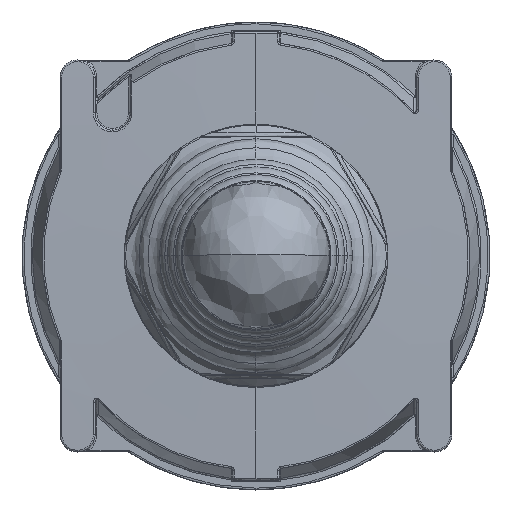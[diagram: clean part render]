
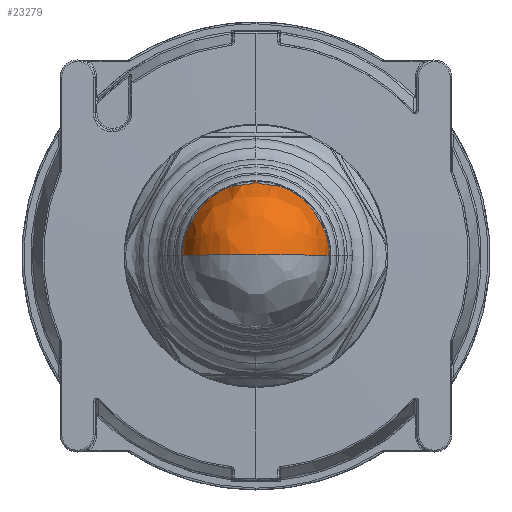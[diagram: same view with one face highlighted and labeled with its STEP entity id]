
A CAD part, top view. The second image highlights one B-rep face of the part: STEP entity #23279.
In plain terms, the highlighted free-form (B-spline) face has degree [3, 3] with [4, 4] control points.
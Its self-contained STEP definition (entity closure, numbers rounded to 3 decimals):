
#557 = CARTESIAN_POINT ( 'NONE',  ( 0., 0., 68.057 ) ) ;
#760 = CIRCLE ( 'NONE', #37487, 12.5 ) ;
#2519 = EDGE_LOOP ( 'NONE', ( #30706, #61975, #55307, #15496, #33694 ) ) ;
#3071 = CARTESIAN_POINT ( 'NONE',  ( 10., 0., 68.057 ) ) ;
#3498 = DIRECTION ( 'NONE',  ( 0., -1., 0. ) ) ;
#3540 = CARTESIAN_POINT ( 'NONE',  ( 12.5, 0., 75.557 ) ) ;
#4407 = DIRECTION ( 'NONE',  ( 1., 0., 0. ) ) ;
#4722 = CIRCLE ( 'NONE', #63480, 12.5 ) ;
#5474 = EDGE_CURVE ( 'NONE', #10251, #50226, #63517, .T. ) ;
#5612 = DIRECTION ( 'NONE',  ( 0., 1., 0. ) ) ;
#6041 = CARTESIAN_POINT ( 'NONE',  ( -10., 0., 68.057 ) ) ;
#8751 = CARTESIAN_POINT ( 'NONE',  ( 0., 0., 75.557 ) ) ;
#10251 = VERTEX_POINT ( 'NONE', #3071 ) ;
#11542 = CARTESIAN_POINT ( 'NONE',  ( -12.5, 0., 75.557 ) ) ;
#13630 = DIRECTION ( 'NONE',  ( 0., 1., 0. ) ) ;
#14273 = CARTESIAN_POINT ( 'NONE',  ( 0., 0., 75.557 ) ) ;
#15496 = ORIENTED_EDGE ( 'NONE', *, *, #29562, .T. ) ;
#15825 = CARTESIAN_POINT ( 'NONE',  ( 12.5, 0., 75.557 ) ) ;
#16472 = CARTESIAN_POINT ( 'NONE',  ( 12.5, 50., 50.557 ) ) ;
#18002 = CARTESIAN_POINT ( 'NONE',  ( 0., 10., 68.057 ) ) ;
#23279 = ADVANCED_FACE ( 'NONE', ( #51655 ), #64967, .T. ) ;
#26001 = CARTESIAN_POINT ( 'NONE',  ( 12.5, 0., 50.557 ) ) ;
#26327 = CARTESIAN_POINT ( 'NONE',  ( -12.5, 50., 50.557 ) ) ;
#27672 = DIRECTION ( 'NONE',  ( 0., 0., 1. ) ) ;
#27838 = EDGE_CURVE ( 'NONE', #44311, #31302, #4722, .T. ) ;
#29562 = EDGE_CURVE ( 'NONE', #50226, #48402, #53109, .T. ) ;
#29940 = CARTESIAN_POINT ( 'NONE',  ( 0., 0., 75.557 ) ) ;
#30596 = CARTESIAN_POINT ( 'NONE',  ( 12.5, 0., 75.557 ) ) ;
#30706 = ORIENTED_EDGE ( 'NONE', *, *, #27838, .F. ) ;
#31302 = VERTEX_POINT ( 'NONE', #54989 ) ;
#33694 = ORIENTED_EDGE ( 'NONE', *, *, #33880, .T. ) ;
#33880 = EDGE_CURVE ( 'NONE', #48402, #31302, #38305, .T. ) ;
#35857 = CARTESIAN_POINT ( 'NONE',  ( -12.5, 0., 75.557 ) ) ;
#36187 = CARTESIAN_POINT ( 'NONE',  ( 12.5, 50., 100.557 ) ) ;
#36521 = CARTESIAN_POINT ( 'NONE',  ( -12.5, 50., 100.557 ) ) ;
#37384 = AXIS2_PLACEMENT_3D ( 'NONE', #61854, #27672, #41502 ) ;
#37487 = AXIS2_PLACEMENT_3D ( 'NONE', #14273, #13630, #4407 ) ;
#38305 = CIRCLE ( 'NONE', #61353, 12.5 ) ;
#39451 = EDGE_CURVE ( 'NONE', #44311, #10251, #760, .T. ) ;
#41120 = CARTESIAN_POINT ( 'NONE',  ( -12.5, 0., 50.557 ) ) ;
#41502 = DIRECTION ( 'NONE',  ( 0., -1., 0. ) ) ;
#44311 = VERTEX_POINT ( 'NONE', #3540 ) ;
#45905 = DIRECTION ( 'NONE',  ( 0., 0., 1. ) ) ;
#46707 = CARTESIAN_POINT ( 'NONE',  ( 12.5, 0., 75.557 ) ) ;
#48402 = VERTEX_POINT ( 'NONE', #6041 ) ;
#50226 = VERTEX_POINT ( 'NONE', #18002 ) ;
#51003 = CARTESIAN_POINT ( 'NONE',  ( 12.5, 0., 100.557 ) ) ;
#51655 = FACE_OUTER_BOUND ( 'NONE', #2519, .T. ) ;
#53109 = CIRCLE ( 'NONE', #37384, 10. ) ;
#54989 = CARTESIAN_POINT ( 'NONE',  ( -12.5, 0., 75.557 ) ) ;
#55307 = ORIENTED_EDGE ( 'NONE', *, *, #5474, .T. ) ;
#55769 = DIRECTION ( 'NONE',  ( 0., -1., 0. ) ) ;
#55915 = CARTESIAN_POINT ( 'NONE',  ( -12.5, 0., 75.557 ) ) ;
#56576 = CARTESIAN_POINT ( 'NONE',  ( -12.5, 0., 75.557 ) ) ;
#60169 = DIRECTION ( 'NONE',  ( 1., 0., 0. ) ) ;
#60509 = CARTESIAN_POINT ( 'NONE',  ( 12.5, 0., 75.557 ) ) ;
#61145 = CARTESIAN_POINT ( 'NONE',  ( -12.5, 0., 100.557 ) ) ;
#61353 = AXIS2_PLACEMENT_3D ( 'NONE', #29940, #5612, #60169 ) ;
#61419 = AXIS2_PLACEMENT_3D ( 'NONE', #557, #45905, #55769 ) ;
#61854 = CARTESIAN_POINT ( 'NONE',  ( 0., 0., 68.057 ) ) ;
#61975 = ORIENTED_EDGE ( 'NONE', *, *, #39451, .T. ) ;
#63480 = AXIS2_PLACEMENT_3D ( 'NONE', #8751, #3498, #63924 ) ;
#63517 = CIRCLE ( 'NONE', #61419, 10. ) ;
#63924 = DIRECTION ( 'NONE',  ( 1., 0., 0. ) ) ;
#64967 =( BOUNDED_SURFACE ( )  B_SPLINE_SURFACE ( 3, 3, ( 
 ( #15825, #30596, #46707, #60509 ),
 ( #26001, #16472, #36187, #51003 ),
 ( #41120, #26327, #36521, #61145 ),
 ( #11542, #35857, #55915, #56576 ) ),
 .UNSPECIFIED., .F., .F., .F. ) 
 B_SPLINE_SURFACE_WITH_KNOTS ( ( 4, 4 ),
 ( 4, 4 ),
 ( 0., 1. ),
 ( 0., 1. ),
 .UNSPECIFIED. ) 
 GEOMETRIC_REPRESENTATION_ITEM ( )  RATIONAL_B_SPLINE_SURFACE ( (
 ( 1., 0.333, 0.333, 1.),
 ( 0.333, 0.111, 0.111, 0.333),
 ( 0.333, 0.111, 0.111, 0.333),
 ( 1., 0.333, 0.333, 1.) ) ) 
 REPRESENTATION_ITEM ( '' )  SURFACE ( )  );
